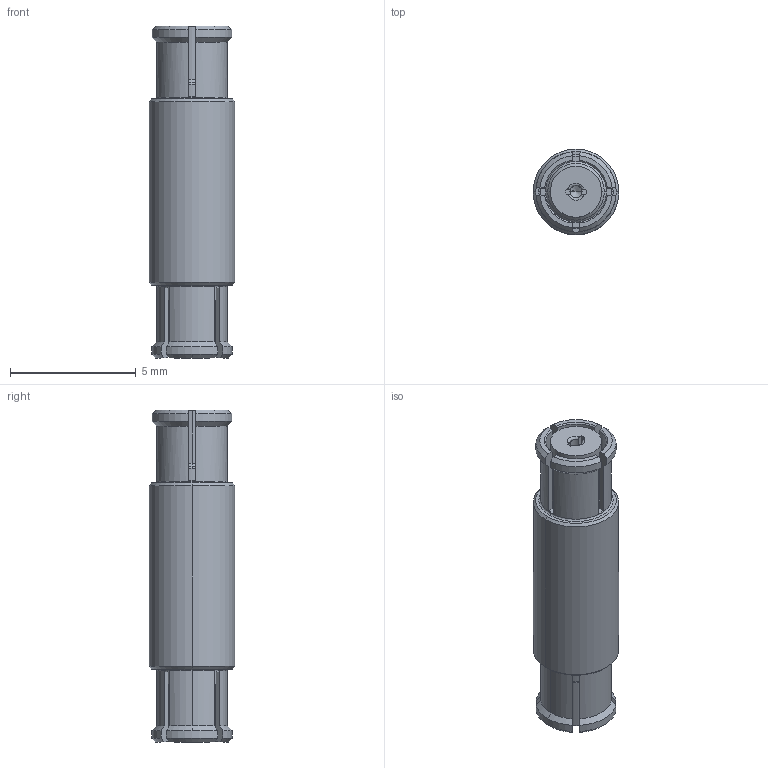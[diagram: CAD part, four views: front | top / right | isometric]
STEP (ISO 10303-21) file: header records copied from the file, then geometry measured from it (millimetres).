
FILE_DESCRIPTION (( 'STEP AP214' ), '1' );
FILE_NAME ('ﾏ褞襄鮏_ﾑﾐ-50-3-08-ﾐﾐ-ﾏ-7.STEP', '2018-11-27T09:10:32', ( 'User' ), ( '' ), 'SwSTEP 2.0', 'SolidWorks 2016', '' );
FILE_SCHEMA (( 'AUTOMOTIVE_DESIGN' ));
Length unit declared in the file: millimetre
Products named in the file (1): ﾏ褞襄鮏_ﾑﾐ-50-3-08-ﾐﾐ-ﾏ-7
Bounding box: 3.4 x 3.4 x 13.19 mm (x, y, z)
Volume: 96 mm3; surface area: 221.5 mm2
Topology: 1 solids, 1 shells, 148 faces, 390 edges, 244 vertices
Faces by surface type: cylinder 48, plane 48, cone 44, bspline 8
Entity records: 5905 total; most frequent: CARTESIAN_POINT 1189, ORIENTED_EDGE 772, DIRECTION 756, EDGE_CURVE 386, AXIS2_PLACEMENT_3D 295, VERTEX_POINT 244, VECTOR 166, LINE 166
